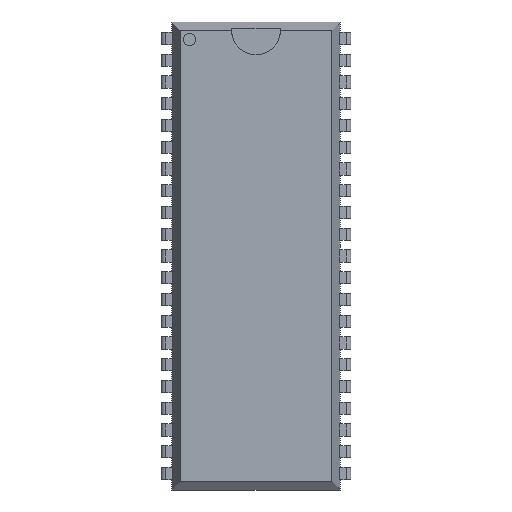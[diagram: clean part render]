
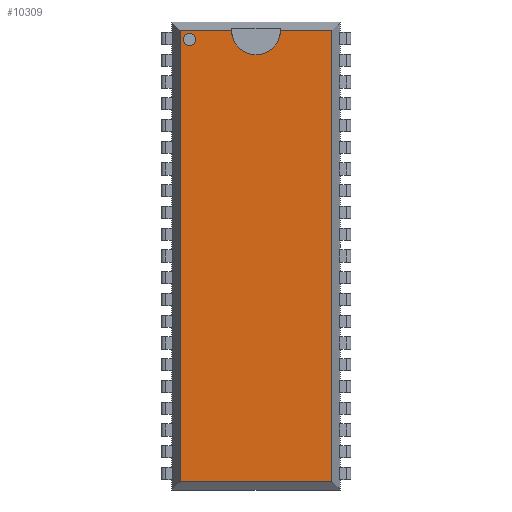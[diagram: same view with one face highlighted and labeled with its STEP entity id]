
A CAD part, top view. The second image highlights one B-rep face of the part: STEP entity #10309.
In plain terms, the highlighted planar face has unit normal (0, 0, 1).
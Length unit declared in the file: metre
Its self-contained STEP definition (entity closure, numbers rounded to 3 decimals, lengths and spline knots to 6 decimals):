
#137=LINE('',#15672,#1335);
#138=LINE('',#15674,#1336);
#139=LINE('',#15676,#1337);
#140=LINE('',#15678,#1338);
#141=LINE('',#15680,#1339);
#1335=VECTOR('',#12497,1.);
#1336=VECTOR('',#12498,1.);
#1337=VECTOR('',#12499,1.);
#1338=VECTOR('',#12500,1.);
#1339=VECTOR('',#12501,1.);
#2510=PLANE('',#11437);
#3096=ORIENTED_EDGE('',*,*,#6052,.F.);
#3097=ORIENTED_EDGE('',*,*,#6053,.F.);
#3098=ORIENTED_EDGE('',*,*,#6054,.T.);
#3099=ORIENTED_EDGE('',*,*,#6055,.T.);
#3100=ORIENTED_EDGE('',*,*,#6056,.T.);
#3101=ORIENTED_EDGE('',*,*,#6057,.F.);
#3102=ORIENTED_EDGE('',*,*,#6058,.F.);
#6052=EDGE_CURVE('',#7535,#7535,#8495,.T.);
#6053=EDGE_CURVE('',#7536,#7537,#8496,.T.);
#6054=EDGE_CURVE('',#7536,#7538,#137,.T.);
#6055=EDGE_CURVE('',#7538,#7539,#138,.T.);
#6056=EDGE_CURVE('',#7539,#7540,#139,.T.);
#6057=EDGE_CURVE('',#7541,#7540,#140,.T.);
#6058=EDGE_CURVE('',#7537,#7541,#141,.T.);
#7535=VERTEX_POINT('',#15668);
#7536=VERTEX_POINT('',#15670);
#7537=VERTEX_POINT('',#15671);
#7538=VERTEX_POINT('',#15673);
#7539=VERTEX_POINT('',#15675);
#7540=VERTEX_POINT('',#15677);
#7541=VERTEX_POINT('',#15679);
#8495=CIRCLE('',#11438,0.0005);
#8496=CIRCLE('',#11439,0.002);
#8806=EDGE_LOOP('',(#3096));
#8807=EDGE_LOOP('',(#3097,#3098,#3099,#3100,#3101,#3102));
#9494=FACE_BOUND('',#8806,.T.);
#9495=FACE_BOUND('',#8807,.T.);
#10309=ADVANCED_FACE('',(#9494,#9495),#2510,.T.);
#11437=AXIS2_PLACEMENT_3D('',#15666,#12491,#12492);
#11438=AXIS2_PLACEMENT_3D('',#15667,#12493,#12494);
#11439=AXIS2_PLACEMENT_3D('',#15669,#12495,#12496);
#12491=DIRECTION('',(0.,0.,1.));
#12492=DIRECTION('',(1.,0.,0.));
#12493=DIRECTION('',(0.,0.,1.));
#12494=DIRECTION('',(1.,0.,0.));
#12495=DIRECTION('',(0.,0.,1.));
#12496=DIRECTION('',(1.,0.,0.));
#12497=DIRECTION('',(-1.,0.,0.));
#12498=DIRECTION('',(0.,-1.,0.));
#12499=DIRECTION('',(1.,0.,0.));
#12500=DIRECTION('',(0.,-1.,0.));
#12501=DIRECTION('',(1.,0.,0.));
#15666=CARTESIAN_POINT('',(0.00381,-0.01778,0.0039));
#15667=CARTESIAN_POINT('',(0.002187,-0.000097,0.0039));
#15668=CARTESIAN_POINT('',(0.002687,-0.000097,0.0039));
#15669=CARTESIAN_POINT('',(0.00762,0.000653,0.0039));
#15670=CARTESIAN_POINT('',(0.00562,0.000653,0.0039));
#15671=CARTESIAN_POINT('',(0.00962,0.000653,0.0039));
#15672=CARTESIAN_POINT('',(0.00381,0.000653,0.0039));
#15673=CARTESIAN_POINT('',(0.001437,0.000653,0.0039));
#15674=CARTESIAN_POINT('',(0.001437,-0.036905,0.0039));
#15675=CARTESIAN_POINT('',(0.001437,-0.036213,0.0039));
#15676=CARTESIAN_POINT('',(0.00762,-0.036213,0.0039));
#15677=CARTESIAN_POINT('',(0.013803,-0.036213,0.0039));
#15678=CARTESIAN_POINT('',(0.013803,-0.036905,0.0039));
#15679=CARTESIAN_POINT('',(0.013803,0.000653,0.0039));
#15680=CARTESIAN_POINT('',(0.01143,0.000653,0.0039));
